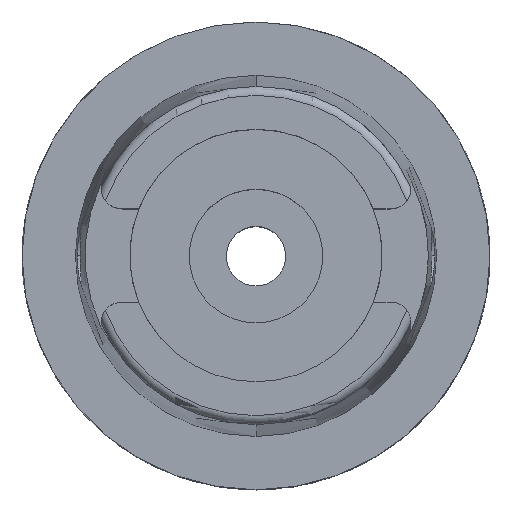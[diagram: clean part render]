
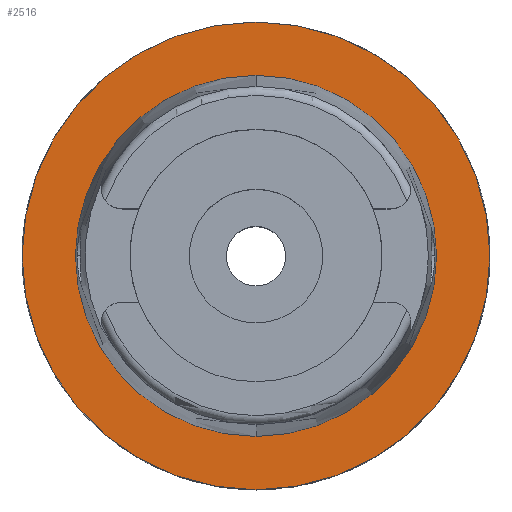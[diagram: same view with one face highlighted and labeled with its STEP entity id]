
A CAD part, top view. The second image highlights one B-rep face of the part: STEP entity #2516.
In plain terms, the highlighted planar face has unit normal (0, 0, 1).
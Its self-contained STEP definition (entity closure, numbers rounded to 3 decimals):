
#162 = DIRECTION ( 'NONE',  ( 1., 0., 0. ) ) ;
#182 = CARTESIAN_POINT ( 'NONE',  ( 0., 24.315, 0. ) ) ;
#253 = EDGE_LOOP ( 'NONE', ( #3638, #295 ) ) ;
#295 = ORIENTED_EDGE ( 'NONE', *, *, #3376, .F. ) ;
#300 = CARTESIAN_POINT ( 'NONE',  ( 0., 0., 0. ) ) ;
#418 = AXIS2_PLACEMENT_3D ( 'NONE', #1155, #1488, #1912 ) ;
#642 = FACE_OUTER_BOUND ( 'NONE', #253, .T. ) ;
#966 = VERTEX_POINT ( 'NONE', #1704 ) ;
#1005 = EDGE_CURVE ( 'NONE', #2679, #3458, #4071, .T. ) ;
#1155 = CARTESIAN_POINT ( 'NONE',  ( 0., 0., 0. ) ) ;
#1488 = DIRECTION ( 'NONE',  ( 0., 0., -1. ) ) ;
#1615 = VERTEX_POINT ( 'NONE', #1861 ) ;
#1704 = CARTESIAN_POINT ( 'NONE',  ( 0., -31.5, 0. ) ) ;
#1718 = DIRECTION ( 'NONE',  ( 0., 1., 0. ) ) ;
#1734 = EDGE_LOOP ( 'NONE', ( #5253, #5445 ) ) ;
#1738 = EDGE_CURVE ( 'NONE', #1615, #966, #3178, .T. ) ;
#1833 = CARTESIAN_POINT ( 'NONE',  ( 0., 0., 0. ) ) ;
#1861 = CARTESIAN_POINT ( 'NONE',  ( 0., 31.5, 0. ) ) ;
#1912 = DIRECTION ( 'NONE',  ( 0., -1., 0. ) ) ;
#2011 = DIRECTION ( 'NONE',  ( 0., 0., 1. ) ) ;
#2088 = DIRECTION ( 'NONE',  ( 0., 1., 0. ) ) ;
#2340 = CARTESIAN_POINT ( 'NONE',  ( 0., 0., 0. ) ) ;
#2384 = DIRECTION ( 'NONE',  ( 0., 0., 1. ) ) ;
#2516 = ADVANCED_FACE ( 'NONE', ( #642, #3598 ), #4383, .T. ) ;
#2679 = VERTEX_POINT ( 'NONE', #2882 ) ;
#2882 = CARTESIAN_POINT ( 'NONE',  ( 0., -24.315, 0. ) ) ;
#3117 = EDGE_CURVE ( 'NONE', #3458, #2679, #3859, .T. ) ;
#3178 = CIRCLE ( 'NONE', #4076, 31.5 ) ;
#3325 = AXIS2_PLACEMENT_3D ( 'NONE', #300, #2011, #2088 ) ;
#3376 = EDGE_CURVE ( 'NONE', #966, #1615, #3686, .T. ) ;
#3458 = VERTEX_POINT ( 'NONE', #182 ) ;
#3598 = FACE_BOUND ( 'NONE', #1734, .T. ) ;
#3638 = ORIENTED_EDGE ( 'NONE', *, *, #1738, .F. ) ;
#3686 = CIRCLE ( 'NONE', #418, 31.5 ) ;
#3807 = AXIS2_PLACEMENT_3D ( 'NONE', #1833, #2384, #4859 ) ;
#3859 = CIRCLE ( 'NONE', #3325, 24.315 ) ;
#4071 = CIRCLE ( 'NONE', #3807, 24.315 ) ;
#4076 = AXIS2_PLACEMENT_3D ( 'NONE', #5459, #4254, #1718 ) ;
#4078 = DIRECTION ( 'NONE',  ( 0., 0., 1. ) ) ;
#4254 = DIRECTION ( 'NONE',  ( 0., 0., -1. ) ) ;
#4383 = PLANE ( 'NONE',  #4608 ) ;
#4608 = AXIS2_PLACEMENT_3D ( 'NONE', #2340, #4078, #162 ) ;
#4859 = DIRECTION ( 'NONE',  ( 0., -1., 0. ) ) ;
#5253 = ORIENTED_EDGE ( 'NONE', *, *, #3117, .F. ) ;
#5445 = ORIENTED_EDGE ( 'NONE', *, *, #1005, .F. ) ;
#5459 = CARTESIAN_POINT ( 'NONE',  ( 0., 0., 0. ) ) ;
